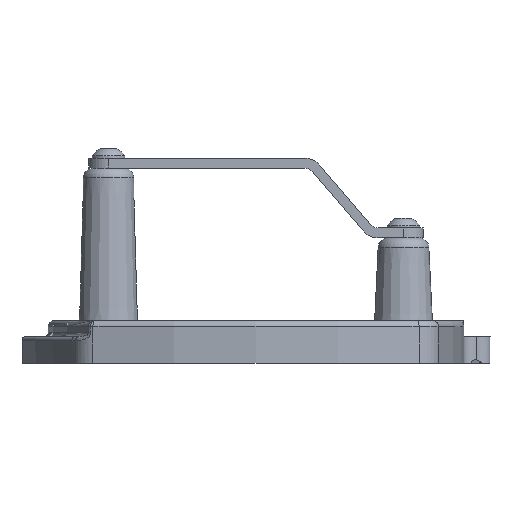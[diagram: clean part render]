
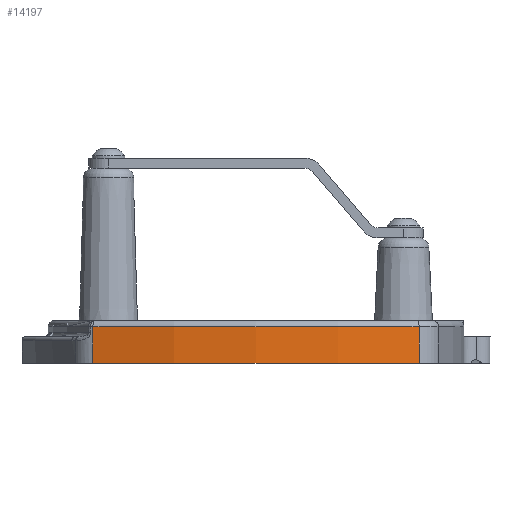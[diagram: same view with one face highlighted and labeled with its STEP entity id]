
A CAD part, front view. The second image highlights one B-rep face of the part: STEP entity #14197.
In plain terms, the highlighted cylindrical face has radius 269.686 mm (diameter 539.372 mm), a partial arc.
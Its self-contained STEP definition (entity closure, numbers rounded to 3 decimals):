
#958=CYLINDRICAL_SURFACE('',#15006,269.686);
#1692=FACE_OUTER_BOUND('',#2538,.T.);
#2538=EDGE_LOOP('',(#12517,#12518,#12519,#12520));
#2683=CIRCLE('',#14362,269.686);
#2839=CIRCLE('',#14991,269.686);
#4183=LINE('',#26357,#5482);
#4184=LINE('',#26359,#5483);
#5482=VECTOR('',#17768,10.);
#5483=VECTOR('',#17771,10.);
#5563=VERTEX_POINT('',#18290);
#5564=VERTEX_POINT('',#18292);
#6779=VERTEX_POINT('',#26331);
#6782=VERTEX_POINT('',#26336);
#6912=EDGE_CURVE('',#5564,#5563,#2683,.T.);
#8752=EDGE_CURVE('',#6782,#6779,#2839,.T.);
#8764=EDGE_CURVE('',#5563,#6779,#4183,.T.);
#8765=EDGE_CURVE('',#5564,#6782,#4184,.T.);
#12517=ORIENTED_EDGE('',*,*,#8752,.F.);
#12518=ORIENTED_EDGE('',*,*,#8765,.F.);
#12519=ORIENTED_EDGE('',*,*,#6912,.T.);
#12520=ORIENTED_EDGE('',*,*,#8764,.T.);
#14197=ADVANCED_FACE('',(#1692),#958,.T.);
#14362=AXIS2_PLACEMENT_3D('',#18293,#15247,#15248);
#14991=AXIS2_PLACEMENT_3D('',#26338,#17734,#17735);
#15006=AXIS2_PLACEMENT_3D('',#26358,#17769,#17770);
#15247=DIRECTION('center_axis',(0.,0.,1.));
#15248=DIRECTION('ref_axis',(-0.303,-0.953,0.));
#17734=DIRECTION('center_axis',(0.,0.,1.));
#17735=DIRECTION('ref_axis',(0.,-1.,0.));
#17768=DIRECTION('',(0.,0.,1.));
#17769=DIRECTION('center_axis',(0.,0.,1.));
#17770=DIRECTION('ref_axis',(-0.303,-0.953,0.));
#17771=DIRECTION('',(0.,0.,1.));
#18290=CARTESIAN_POINT('',(81.8,-91.543,0.));
#18292=CARTESIAN_POINT('',(-81.8,-91.543,0.));
#18293=CARTESIAN_POINT('Origin',(0.,165.438,0.));
#26331=CARTESIAN_POINT('',(81.8,-91.543,18.5));
#26336=CARTESIAN_POINT('',(-81.8,-91.543,18.5));
#26338=CARTESIAN_POINT('Origin',(0.,165.438,18.5));
#26357=CARTESIAN_POINT('',(81.8,-91.543,0.));
#26358=CARTESIAN_POINT('Origin',(0.,165.438,0.));
#26359=CARTESIAN_POINT('',(-81.8,-91.543,0.));
